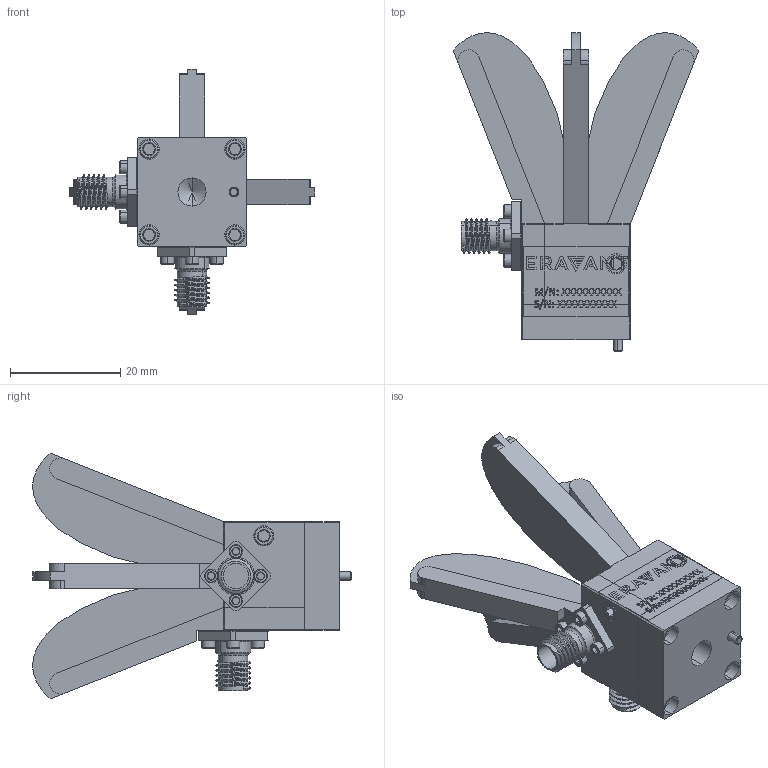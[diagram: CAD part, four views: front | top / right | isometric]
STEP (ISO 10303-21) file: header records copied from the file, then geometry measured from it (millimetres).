
FILE_DESCRIPTION (( 'STEP AP203' ), '1' );
FILE_NAME ('AV-C11-QR.STEP', '2022-04-11T19:54:43', ( '' ), ( '' ), 'SwSTEP 2.0', 'SolidWorks 2021', '' );
FILE_SCHEMA (( 'CONFIG_CONTROL_DESIGN' ));
Products named in the file (1): AV-C11-QR
Bounding box: 44.7 x 57.89 x 44.7 mm (x, y, z)
Volume: 12988.7 mm3; surface area: 13268.8 mm2
Topology: 25 solids, 25 shells, 2000 faces, 5247 edges, 3368 vertices
Faces by surface type: cylinder 836, plane 634, bspline 272, cone 250, torus 8
Entity records: 86932 total; most frequent: CARTESIAN_POINT 43512, ORIENTED_EDGE 10422, DIRECTION 7273, EDGE_CURVE 5211, VERTEX_POINT 3368, VECTOR 2543, LINE 2543, AXIS2_PLACEMENT_3D 2365
